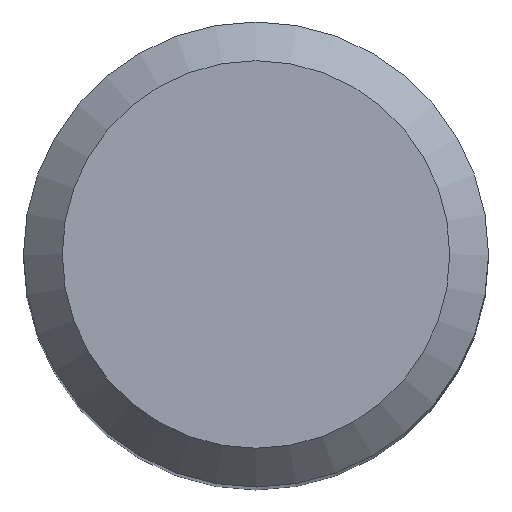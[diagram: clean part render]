
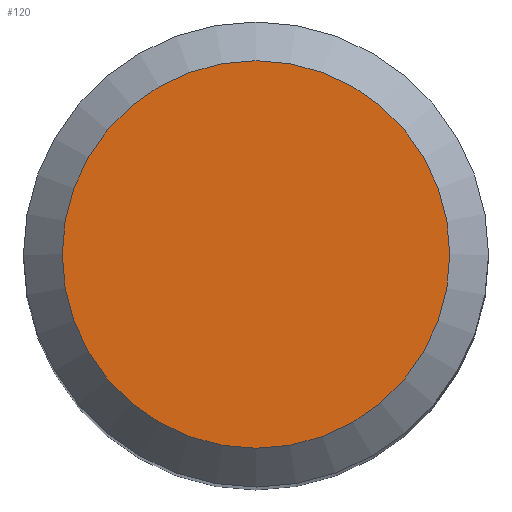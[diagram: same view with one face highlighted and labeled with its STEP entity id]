
A CAD part, top view. The second image highlights one B-rep face of the part: STEP entity #120.
In plain terms, the highlighted planar face has unit normal (0, 0, 1).
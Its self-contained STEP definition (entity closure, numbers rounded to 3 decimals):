
#41 = FACE_OUTER_BOUND ( 'NONE', #125, .T. ) ;
#53 = EDGE_CURVE ( 'NONE', #155, #155, #158, .T. ) ;
#87 = DIRECTION ( 'NONE',  ( 0., 1., 0. ) ) ;
#110 = DIRECTION ( 'NONE',  ( 0., 0., -1. ) ) ;
#120 = ADVANCED_FACE ( 'NONE', ( #41 ), #148, .F. ) ;
#125 = EDGE_LOOP ( 'NONE', ( #241 ) ) ;
#128 = CARTESIAN_POINT ( 'NONE',  ( 0., 0., 142. ) ) ;
#130 = DIRECTION ( 'NONE',  ( 0., 0., -1. ) ) ;
#136 = AXIS2_PLACEMENT_3D ( 'NONE', #196, #110, #87 ) ;
#148 = PLANE ( 'NONE',  #167 ) ;
#150 = DIRECTION ( 'NONE',  ( 0., 1., 0. ) ) ;
#155 = VERTEX_POINT ( 'NONE', #246 ) ;
#158 = CIRCLE ( 'NONE', #136, 5. ) ;
#167 = AXIS2_PLACEMENT_3D ( 'NONE', #128, #130, #150 ) ;
#196 = CARTESIAN_POINT ( 'NONE',  ( 0., 0., 142. ) ) ;
#241 = ORIENTED_EDGE ( 'NONE', *, *, #53, .F. ) ;
#246 = CARTESIAN_POINT ( 'NONE',  ( 0., 5., 142. ) ) ;
